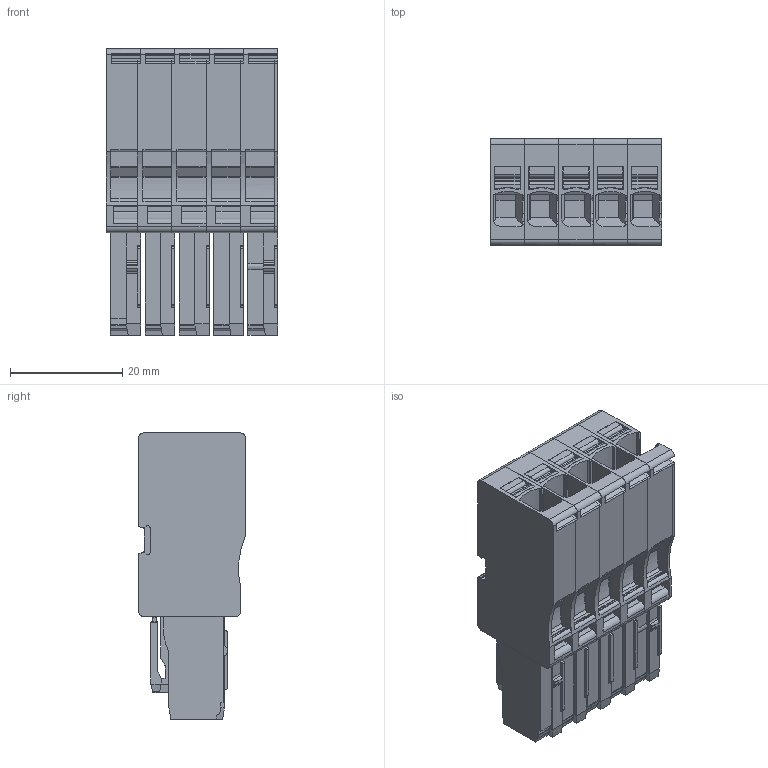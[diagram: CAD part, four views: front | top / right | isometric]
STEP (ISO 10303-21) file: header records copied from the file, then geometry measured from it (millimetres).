
FILE_DESCRIPTION(('CATIA V5R22 STEP214','CAx-IF Rec.Pracs.--- Model Styling and Organization---1.4--- 2014-01-23'),'2;1');
FILE_NAME ('260744-1_2', '2022-01-20T09:22:38+00:00', ('Weidmueller Interface'), ('Weidmueller'), 'CATIA Version 5-6 Release 2016 SP3 HF44', 'CATIA V5 STEP AP214', 'none');
FILE_SCHEMA(('AUTOMOTIVE_DESIGN { 1 0 10303 214 1 1 1 1 }'));
Products named in the file (1): 2540500000
Bounding box: 30.5 x 19 x 50.95 mm (x, y, z)
Volume: 20021.7 mm3; surface area: 16348 mm2
Topology: 11 solids, 11 shells, 1978 faces, 5754 edges, 3782 vertices
Faces by surface type: plane 1090, cylinder 809, extrusion 34, sphere 20, revolution 15, torus 10
Entity records: 64431 total; most frequent: CARTESIAN_POINT 13953, ORIENTED_EDGE 11468, DIRECTION 8817, EDGE_CURVE 5734, VECTOR 4094, LINE 4060, VERTEX_POINT 3782, AXIS2_PLACEMENT_3D 3008
